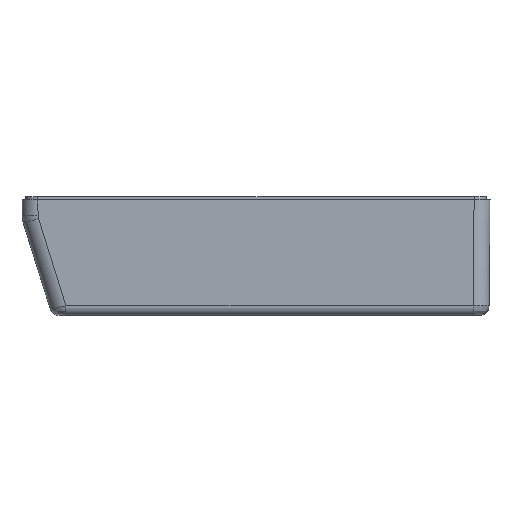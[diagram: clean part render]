
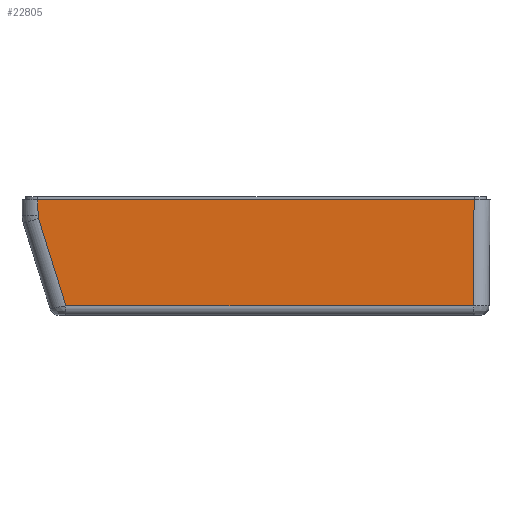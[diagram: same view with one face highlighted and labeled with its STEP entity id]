
A CAD part, front view. The second image highlights one B-rep face of the part: STEP entity #22805.
In plain terms, the highlighted planar face has unit normal (0, -1, -0.009).
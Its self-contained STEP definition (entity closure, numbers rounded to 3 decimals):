
#60=CARTESIAN_POINT('',(-20.999,-65.6,-304.901));
#62=DIRECTION('',(-0.299,-0.008,0.954));
#63=VECTOR('',#62,28.792);
#64=CARTESIAN_POINT('',(-12.204,-65.31,-338.227));
#65=LINE('',#64,#63);
#66=CARTESIAN_POINT('',(-17.955,-65.557,-309.858));
#67=DIRECTION('',(0.,1.,0.009));
#68=DIRECTION('',(-0.954,0.003,-0.299));
#69=AXIS2_PLACEMENT_3D('',#66,#67,#68);
#71=DIRECTION('',(-0.009,-0.009,1.));
#72=VECTOR('',#71,4.983);
#73=CARTESIAN_POINT('',(-20.955,-65.557,-309.884));
#74=LINE('',#73,#72);
#75=DIRECTION('',(1.,0.,0.));
#76=VECTOR('',#75,137.101);
#77=CARTESIAN_POINT('',(-20.999,-65.6,-304.901));
#78=LINE('',#77,#76);
#79=DIRECTION('',(-0.009,0.009,-1.));
#80=VECTOR('',#79,33.329);
#81=CARTESIAN_POINT('',(116.102,-65.6,-304.9));
#82=LINE('',#81,#80);
#83=DIRECTION('',(1.,0.,0.));
#84=VECTOR('',#83,128.016);
#85=CARTESIAN_POINT('',(-12.204,-65.31,-338.227));
#86=LINE('',#85,#84);
#18209=VERTEX_POINT('',#60);
#18210=CARTESIAN_POINT('',(-12.204,-65.31,
-338.227));
#18211=CARTESIAN_POINT('',(-20.818,-65.549,
-310.755));
#18212=VERTEX_POINT('',#18210);
#18213=VERTEX_POINT('',#18211);
#18214=CARTESIAN_POINT('',(-20.955,-65.557,
-309.884));
#18215=VERTEX_POINT('',#18214);
#18216=CARTESIAN_POINT('',(116.102,-65.6,
-304.9));
#18217=VERTEX_POINT('',#18216);
#18218=CARTESIAN_POINT('',(115.812,-65.31,
-338.226));
#18219=VERTEX_POINT('',#18218);
#22788=CARTESIAN_POINT('',(47.552,-65.455,
-321.564));
#22789=DIRECTION('',(0.,1.,0.009));
#22790=DIRECTION('',(1.,0.,0.));
#22791=AXIS2_PLACEMENT_3D('',#22788,#22789,#22790);
#22792=PLANE('',#22791);
#22794=ORIENTED_EDGE('',*,*,#22793,.F.);
#22796=ORIENTED_EDGE('',*,*,#22795,.T.);
#22798=ORIENTED_EDGE('',*,*,#22797,.T.);
#22799=ORIENTED_EDGE('',*,*,#22780,.T.);
#22800=ORIENTED_EDGE('',*,*,#22702,.T.);
#22802=ORIENTED_EDGE('',*,*,#22801,.T.);
#22803=EDGE_LOOP('',(#22794,#22796,#22798,#22799,#22800,#22802));
#22804=FACE_OUTER_BOUND('',#22803,.F.);
#22805=ADVANCED_FACE('',(#22804),#22792,.F.);
#70=CIRCLE('',#69,3.);
#22702=EDGE_CURVE('',#18209,#18217,#78,.T.);
#22780=EDGE_CURVE('',#18215,#18209,#74,.T.);
#22793=EDGE_CURVE('',#18212,#18219,#86,.T.);
#22795=EDGE_CURVE('',#18212,#18213,#65,.T.);
#22797=EDGE_CURVE('',#18213,#18215,#70,.T.);
#22801=EDGE_CURVE('',#18217,#18219,#82,.T.);
